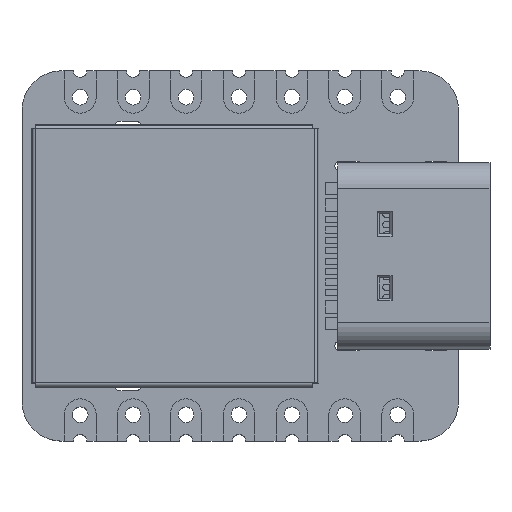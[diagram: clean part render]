
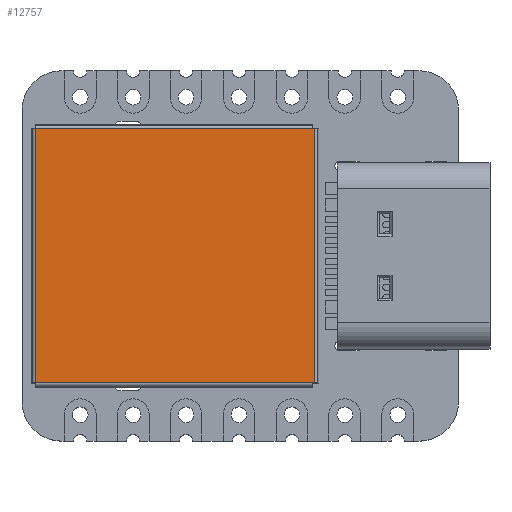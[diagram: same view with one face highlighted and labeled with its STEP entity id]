
A CAD part, top view. The second image highlights one B-rep face of the part: STEP entity #12757.
In plain terms, the highlighted planar face has unit normal (0, 0, 1).
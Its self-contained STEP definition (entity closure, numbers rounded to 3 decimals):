
#11729=CARTESIAN_POINT('',(-8.028,8.195,3.794));
#11730=VERTEX_POINT('',#11729);
#11770=CARTESIAN_POINT('',(5.272,8.195,3.794));
#11771=VERTEX_POINT('',#11770);
#11778=CARTESIAN_POINT('',(5.372,8.195,3.794));
#11779=VERTEX_POINT('',#11778);
#11780=CARTESIAN_POINT('',(5.272,8.195,3.794));
#11781=DIRECTION('',(1.,0.,-0.));
#11782=VECTOR('',#11781,0.1);
#11783=LINE('',#11780,#11782);
#11784=EDGE_CURVE('',#11771,#11779,#11783,.T.);
#12055=CARTESIAN_POINT('',(5.272,-4.005,3.794));
#12056=VERTEX_POINT('',#12055);
#12338=CARTESIAN_POINT('',(-8.028,-4.005,3.794));
#12339=VERTEX_POINT('',#12338);
#12371=CARTESIAN_POINT('',(-8.028,-4.005,3.794));
#12372=DIRECTION('',(1.,0.,-0.));
#12373=VECTOR('',#12372,13.3);
#12374=LINE('',#12371,#12373);
#12375=EDGE_CURVE('',#12339,#12056,#12374,.T.);
#12565=CARTESIAN_POINT('',(5.372,-4.005,3.794));
#12566=VERTEX_POINT('',#12565);
#12574=CARTESIAN_POINT('',(5.272,-4.005,3.794));
#12575=DIRECTION('',(1.,0.,-0.));
#12576=VECTOR('',#12575,0.1);
#12577=LINE('',#12574,#12576);
#12578=EDGE_CURVE('',#12056,#12566,#12577,.T.);
#12729=CARTESIAN_POINT('',(1.804,2.095,3.794));
#12730=DIRECTION('',(0.,0.,1.));
#12731=DIRECTION('',(0.,-1.,0.));
#12732=AXIS2_PLACEMENT_3D('',#12729,#12730,#12731);
#12733=PLANE('',#12732);
#12734=CARTESIAN_POINT('',(5.372,8.195,3.794));
#12735=DIRECTION('',(-0.,-1.,0.));
#12736=VECTOR('',#12735,12.2);
#12737=LINE('',#12734,#12736);
#12738=EDGE_CURVE('',#11779,#12566,#12737,.T.);
#12739=ORIENTED_EDGE('',*,*,#12738,.F.);
#12740=ORIENTED_EDGE('',*,*,#11784,.F.);
#12741=CARTESIAN_POINT('',(-8.028,8.195,3.794));
#12742=DIRECTION('',(1.,-0.,-0.));
#12743=VECTOR('',#12742,13.3);
#12744=LINE('',#12741,#12743);
#12745=EDGE_CURVE('',#11730,#11771,#12744,.T.);
#12746=ORIENTED_EDGE('',*,*,#12745,.F.);
#12747=CARTESIAN_POINT('',(-8.028,-4.005,3.794));
#12748=DIRECTION('',(-0.,1.,-0.));
#12749=VECTOR('',#12748,12.2);
#12750=LINE('',#12747,#12749);
#12751=EDGE_CURVE('',#12339,#11730,#12750,.T.);
#12752=ORIENTED_EDGE('',*,*,#12751,.F.);
#12753=ORIENTED_EDGE('',*,*,#12375,.T.);
#12754=ORIENTED_EDGE('',*,*,#12578,.T.);
#12755=EDGE_LOOP('',(#12739,#12740,#12746,#12752,#12753,#12754));
#12756=FACE_BOUND('',#12755,.T.);
#12757=ADVANCED_FACE('',(#12756),#12733,.T.);
